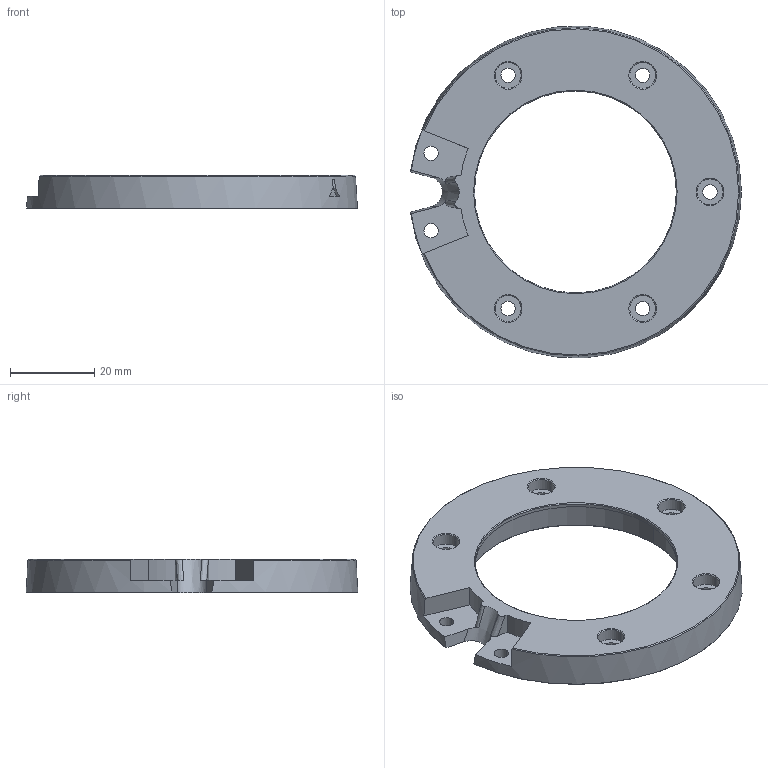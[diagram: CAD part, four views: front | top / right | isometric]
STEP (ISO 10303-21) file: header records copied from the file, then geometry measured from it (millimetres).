
FILE_DESCRIPTION (( 'STEP AP214' ), '1' );
FILE_NAME ('top_housing.STEP', '2025-05-27T14:01:34', ( '' ), ( '' ), 'SwSTEP 2.0', 'SolidWorks 2025', '' );
FILE_SCHEMA (( 'AUTOMOTIVE_DESIGN' ));
Length unit declared in the file: millimetre
Products named in the file (1): top_housing_fore_arm
Bounding box: 78.68 x 78.83 x 8 mm (x, y, z)
Volume: 18805.6 mm3; surface area: 10444.8 mm2
Topology: 1 solids, 1 shells, 94 faces, 221 edges, 138 vertices
Faces by surface type: cylinder 30, cone 28, plane 22, bspline 14
Entity records: 10615 total; most frequent: CARTESIAN_POINT 8456, ORIENTED_EDGE 442, DIRECTION 435, EDGE_CURVE 221, AXIS2_PLACEMENT_3D 175, VERTEX_POINT 138, EDGE_LOOP 119, ADVANCED_FACE 94
